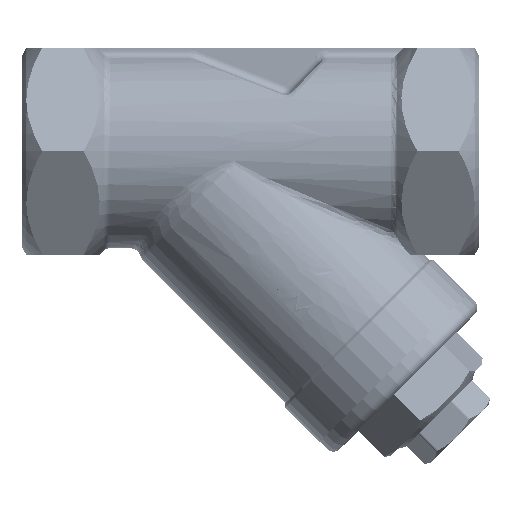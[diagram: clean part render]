
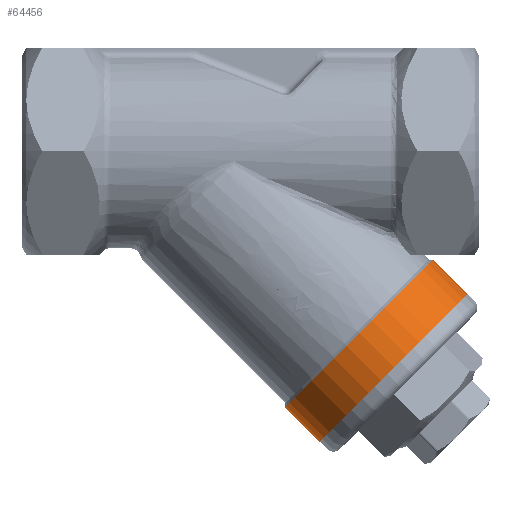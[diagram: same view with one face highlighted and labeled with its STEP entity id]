
A CAD part, top view. The second image highlights one B-rep face of the part: STEP entity #64456.
In plain terms, the highlighted cylindrical face has radius 24.25 mm (diameter 48.5 mm), a partial arc.
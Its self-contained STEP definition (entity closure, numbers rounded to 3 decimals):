
#608 = VERTEX_POINT ( 'NONE', #125965 ) ;
#4597 = CARTESIAN_POINT ( 'NONE',  ( 0.147, 17.147, 0. ) ) ;
#4948 = CARTESIAN_POINT ( 'NONE',  ( 25.25, -42.25, 0. ) ) ;
#7290 = LINE ( 'NONE', #4597, #125062 ) ;
#10303 = VERTEX_POINT ( 'NONE', #73434 ) ;
#15752 = DIRECTION ( 'NONE',  ( -0.707, -0.707, 0. ) ) ;
#16988 = CARTESIAN_POINT ( 'NONE',  ( 42.397, -25.102, 0. ) ) ;
#21684 = ORIENTED_EDGE ( 'NONE', *, *, #65046, .T. ) ;
#29126 = LINE ( 'NONE', #121758, #114961 ) ;
#30295 = AXIS2_PLACEMENT_3D ( 'NONE', #130504, #44455, #65998 ) ;
#39577 = CARTESIAN_POINT ( 'NONE',  ( 33.205, -50.205, 0. ) ) ;
#44455 = DIRECTION ( 'NONE',  ( -0.707, 0.707, 0. ) ) ;
#46528 = DIRECTION ( 'NONE',  ( -0.707, 0.707, 0. ) ) ;
#50441 = DIRECTION ( 'NONE',  ( -0.707, -0.707, 0. ) ) ;
#64078 = VERTEX_POINT ( 'NONE', #76945 ) ;
#64456 = ADVANCED_FACE ( 'NONE', ( #84160 ), #138075, .T. ) ;
#65046 = EDGE_CURVE ( 'NONE', #64078, #10303, #75584, .T. ) ;
#65998 = DIRECTION ( 'NONE',  ( -0.707, -0.707, 0. ) ) ;
#68904 = DIRECTION ( 'NONE',  ( -0.707, 0.707, 0. ) ) ;
#71347 = EDGE_LOOP ( 'NONE', ( #21684, #119556, #98609, #131403 ) ) ;
#73434 = CARTESIAN_POINT ( 'NONE',  ( 50.352, -33.057, 0. ) ) ;
#73521 = AXIS2_PLACEMENT_3D ( 'NONE', #39577, #114849, #50441 ) ;
#73902 = AXIS2_PLACEMENT_3D ( 'NONE', #4948, #80119, #15752 ) ;
#75504 = EDGE_CURVE ( 'NONE', #10303, #135188, #7290, .T. ) ;
#75584 = CIRCLE ( 'NONE', #73521, 24.25 ) ;
#76945 = CARTESIAN_POINT ( 'NONE',  ( 16.057, -67.352, 0. ) ) ;
#77940 = EDGE_CURVE ( 'NONE', #608, #135188, #115341, .T. ) ;
#80119 = DIRECTION ( 'NONE',  ( -0.707, 0.707, 0. ) ) ;
#84160 = FACE_OUTER_BOUND ( 'NONE', #71347, .T. ) ;
#98609 = ORIENTED_EDGE ( 'NONE', *, *, #77940, .F. ) ;
#114849 = DIRECTION ( 'NONE',  ( -0.707, 0.707, 0. ) ) ;
#114961 = VECTOR ( 'NONE', #46528, 1000. ) ;
#115341 = CIRCLE ( 'NONE', #73902, 24.25 ) ;
#119556 = ORIENTED_EDGE ( 'NONE', *, *, #75504, .T. ) ;
#121758 = CARTESIAN_POINT ( 'NONE',  ( -34.147, -17.147, 0. ) ) ;
#122567 = EDGE_CURVE ( 'NONE', #64078, #608, #29126, .T. ) ;
#125062 = VECTOR ( 'NONE', #68904, 1000. ) ;
#125965 = CARTESIAN_POINT ( 'NONE',  ( 8.102, -59.397, 0. ) ) ;
#130504 = CARTESIAN_POINT ( 'NONE',  ( -17., 0., 0. ) ) ;
#131403 = ORIENTED_EDGE ( 'NONE', *, *, #122567, .F. ) ;
#135188 = VERTEX_POINT ( 'NONE', #16988 ) ;
#138075 = CYLINDRICAL_SURFACE ( 'NONE', #30295, 24.25 ) ;
